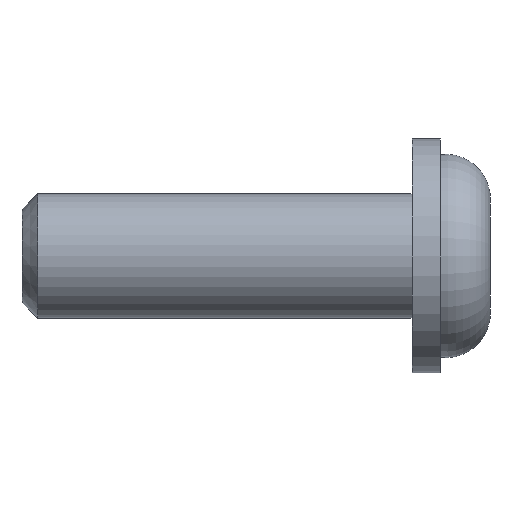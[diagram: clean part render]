
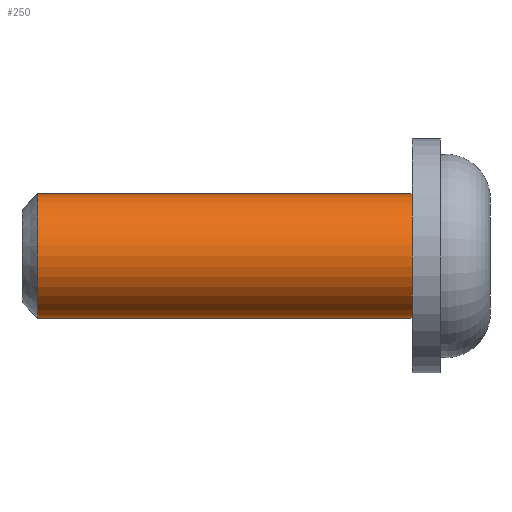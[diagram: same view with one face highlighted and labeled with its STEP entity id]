
A CAD part, left-side view. The second image highlights one B-rep face of the part: STEP entity #250.
In plain terms, the highlighted cylindrical face has radius 4 mm (diameter 8 mm), a partial arc.
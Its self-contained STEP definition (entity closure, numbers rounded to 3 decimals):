
#8 = CARTESIAN_POINT ( 'NONE',  ( 0., 5., 4. ) ) ;
#40 = EDGE_CURVE ( 'NONE', #182, #389, #41, .T. ) ;
#41 = CIRCLE ( 'NONE', #198, 4. ) ;
#58 = VERTEX_POINT ( 'NONE', #488 ) ;
#63 = DIRECTION ( 'NONE',  ( 0., 0., -1. ) ) ;
#80 = AXIS2_PLACEMENT_3D ( 'NONE', #489, #108, #63 ) ;
#87 = CARTESIAN_POINT ( 'NONE',  ( 0., -7.959, 4. ) ) ;
#93 = ORIENTED_EDGE ( 'NONE', *, *, #526, .F. ) ;
#108 = DIRECTION ( 'NONE',  ( 0., -1., 0. ) ) ;
#124 = CARTESIAN_POINT ( 'NONE',  ( 0., 29., 4. ) ) ;
#138 = DIRECTION ( 'NONE',  ( 0., -1., 0. ) ) ;
#182 = VERTEX_POINT ( 'NONE', #124 ) ;
#183 = DIRECTION ( 'NONE',  ( 0., 0., -1. ) ) ;
#198 = AXIS2_PLACEMENT_3D ( 'NONE', #494, #282, #317 ) ;
#214 = CARTESIAN_POINT ( 'NONE',  ( 0., -7.959, 0. ) ) ;
#218 = DIRECTION ( 'NONE',  ( 0., -1., 0. ) ) ;
#224 = LINE ( 'NONE', #271, #439 ) ;
#239 = VECTOR ( 'NONE', #251, 1000. ) ;
#250 = ADVANCED_FACE ( 'NONE', ( #521 ), #347, .T. ) ;
#251 = DIRECTION ( 'NONE',  ( 0., -1., 0. ) ) ;
#262 = LINE ( 'NONE', #87, #239 ) ;
#270 = EDGE_CURVE ( 'NONE', #389, #58, #224, .T. ) ;
#271 = CARTESIAN_POINT ( 'NONE',  ( 0., -7.959, -4. ) ) ;
#282 = DIRECTION ( 'NONE',  ( 0., -1., 0. ) ) ;
#299 = EDGE_LOOP ( 'NONE', ( #93, #329, #394, #436 ) ) ;
#317 = DIRECTION ( 'NONE',  ( 0., 0., 1. ) ) ;
#329 = ORIENTED_EDGE ( 'NONE', *, *, #40, .T. ) ;
#347 = CYLINDRICAL_SURFACE ( 'NONE', #484, 4. ) ;
#370 = EDGE_CURVE ( 'NONE', #498, #58, #503, .T. ) ;
#389 = VERTEX_POINT ( 'NONE', #537 ) ;
#394 = ORIENTED_EDGE ( 'NONE', *, *, #270, .T. ) ;
#436 = ORIENTED_EDGE ( 'NONE', *, *, #370, .F. ) ;
#439 = VECTOR ( 'NONE', #218, 1000. ) ;
#484 = AXIS2_PLACEMENT_3D ( 'NONE', #214, #138, #183 ) ;
#488 = CARTESIAN_POINT ( 'NONE',  ( 0., 5., -4. ) ) ;
#489 = CARTESIAN_POINT ( 'NONE',  ( 0., 5., 0. ) ) ;
#494 = CARTESIAN_POINT ( 'NONE',  ( 0., 29., 0. ) ) ;
#498 = VERTEX_POINT ( 'NONE', #8 ) ;
#503 = CIRCLE ( 'NONE', #80, 4. ) ;
#521 = FACE_OUTER_BOUND ( 'NONE', #299, .T. ) ;
#526 = EDGE_CURVE ( 'NONE', #182, #498, #262, .T. ) ;
#537 = CARTESIAN_POINT ( 'NONE',  ( 0., 29., -4. ) ) ;
